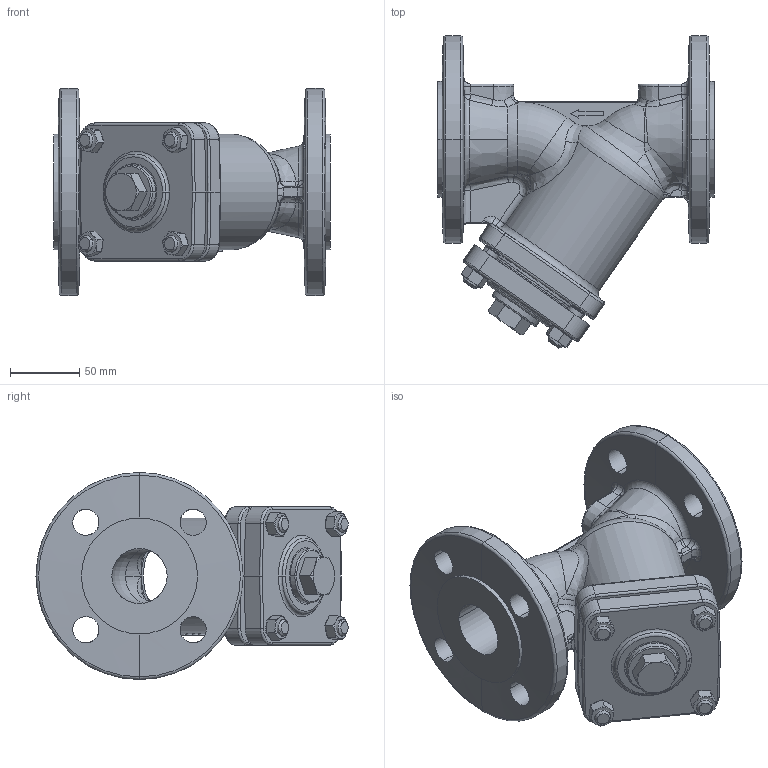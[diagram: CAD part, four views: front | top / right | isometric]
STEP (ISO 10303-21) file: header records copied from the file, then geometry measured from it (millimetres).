
FILE_DESCRIPTION (( 'STEP AP203' ), '1' );
FILE_NAME ('821_DN40_PN16.STEP', '2010-01-08T11:32:30', ( 'Piotr Zlobecki' ), ( 'ZETKAMA SA' ), 'SwSTEP 2.0', 'SolidWorks 2010', '' );
FILE_SCHEMA (( 'CONFIG_CONTROL_DESIGN' ));
Length unit declared in the file: millimetre
Products named in the file (1): 821_DN40_PN16
Bounding box: 200 x 226.06 x 150 mm (x, y, z)
Volume: 1187270.6 mm3; surface area: 235492.4 mm2
Topology: 11 solids, 11 shells, 685 faces, 1551 edges, 913 vertices
Faces by surface type: cylinder 178, plane 168, bspline 143, cone 111, torus 73, sphere 12
Entity records: 54771 total; most frequent: CARTESIAN_POINT 40332, ORIENTED_EDGE 3094, DIRECTION 2754, EDGE_CURVE 1547, AXIS2_PLACEMENT_3D 1143, VERTEX_POINT 913, EDGE_LOOP 760, ADVANCED_FACE 685
